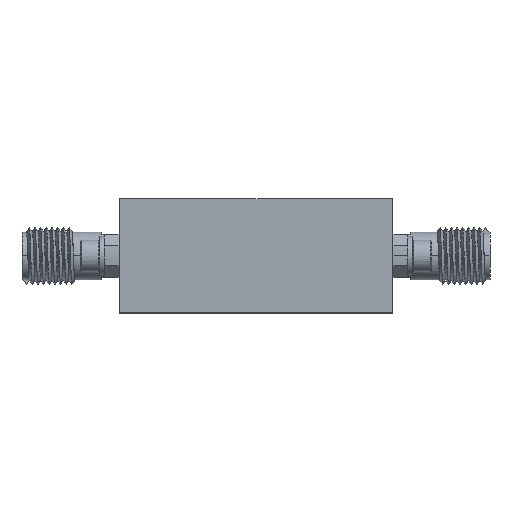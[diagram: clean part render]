
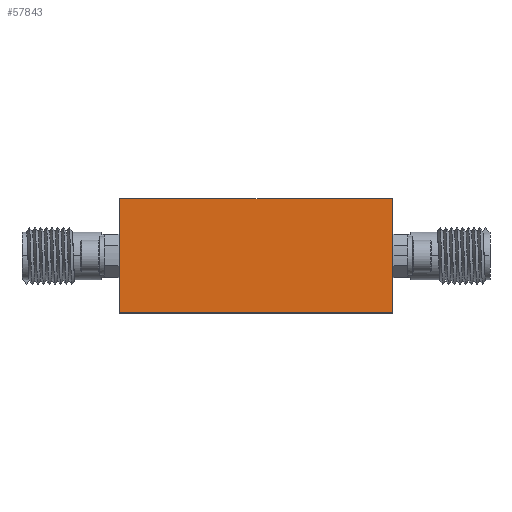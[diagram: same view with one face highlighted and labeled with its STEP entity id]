
A CAD part, top view. The second image highlights one B-rep face of the part: STEP entity #57843.
In plain terms, the highlighted planar face has unit normal (0, 0, 1).
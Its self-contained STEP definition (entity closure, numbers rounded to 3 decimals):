
#178 = VERTEX_POINT ( 'NONE', #61157 ) ;
#3250 = AXIS2_PLACEMENT_3D ( 'NONE', #46487, #66508, #41113 ) ;
#6789 = DIRECTION ( 'NONE',  ( -1., 0., 0. ) ) ;
#10622 = PLANE ( 'NONE',  #3250 ) ;
#11071 = EDGE_LOOP ( 'NONE', ( #44213, #56728, #60046, #17122 ) ) ;
#11292 = LINE ( 'NONE', #37732, #48985 ) ;
#15496 = DIRECTION ( 'NONE',  ( 1., 0., 0. ) ) ;
#16993 = EDGE_CURVE ( 'NONE', #178, #17656, #11292, .T. ) ;
#17122 = ORIENTED_EDGE ( 'NONE', *, *, #16993, .F. ) ;
#17648 = VECTOR ( 'NONE', #44090, 1000. ) ;
#17656 = VERTEX_POINT ( 'NONE', #66369 ) ;
#18796 = FACE_OUTER_BOUND ( 'NONE', #11071, .T. ) ;
#23789 = LINE ( 'NONE', #57206, #53427 ) ;
#34200 = CARTESIAN_POINT ( 'NONE',  ( -15.24, 12.7, 15.24 ) ) ;
#34789 = CARTESIAN_POINT ( 'NONE',  ( 15.24, 12.7, 15.24 ) ) ;
#36886 = VECTOR ( 'NONE', #49791, 1000. ) ;
#37732 = CARTESIAN_POINT ( 'NONE',  ( 15.24, 0., 15.24 ) ) ;
#41113 = DIRECTION ( 'NONE',  ( -1., 0., 0. ) ) ;
#44090 = DIRECTION ( 'NONE',  ( 0., 1., 0. ) ) ;
#44213 = ORIENTED_EDGE ( 'NONE', *, *, #49827, .T. ) ;
#46487 = CARTESIAN_POINT ( 'NONE',  ( 15.24, 12.7, 15.24 ) ) ;
#48985 = VECTOR ( 'NONE', #6789, 1000. ) ;
#49791 = DIRECTION ( 'NONE',  ( 0., 1., 0. ) ) ;
#49827 = EDGE_CURVE ( 'NONE', #178, #61365, #65072, .T. ) ;
#51123 = CARTESIAN_POINT ( 'NONE',  ( -15.24, 12.7, 15.24 ) ) ;
#52144 = LINE ( 'NONE', #34200, #17648 ) ;
#53427 = VECTOR ( 'NONE', #15496, 1000. ) ;
#55325 = EDGE_CURVE ( 'NONE', #58155, #61365, #23789, .T. ) ;
#56045 = CARTESIAN_POINT ( 'NONE',  ( 15.24, 12.7, 15.24 ) ) ;
#56728 = ORIENTED_EDGE ( 'NONE', *, *, #55325, .F. ) ;
#57206 = CARTESIAN_POINT ( 'NONE',  ( 0., 12.7, 15.24 ) ) ;
#57843 = ADVANCED_FACE ( 'NONE', ( #18796 ), #10622, .F. ) ;
#58155 = VERTEX_POINT ( 'NONE', #51123 ) ;
#60046 = ORIENTED_EDGE ( 'NONE', *, *, #63438, .F. ) ;
#61157 = CARTESIAN_POINT ( 'NONE',  ( 15.24, 0., 15.24 ) ) ;
#61365 = VERTEX_POINT ( 'NONE', #56045 ) ;
#63438 = EDGE_CURVE ( 'NONE', #17656, #58155, #52144, .T. ) ;
#65072 = LINE ( 'NONE', #34789, #36886 ) ;
#66369 = CARTESIAN_POINT ( 'NONE',  ( -15.24, 0., 15.24 ) ) ;
#66508 = DIRECTION ( 'NONE',  ( 0., 0., -1. ) ) ;
